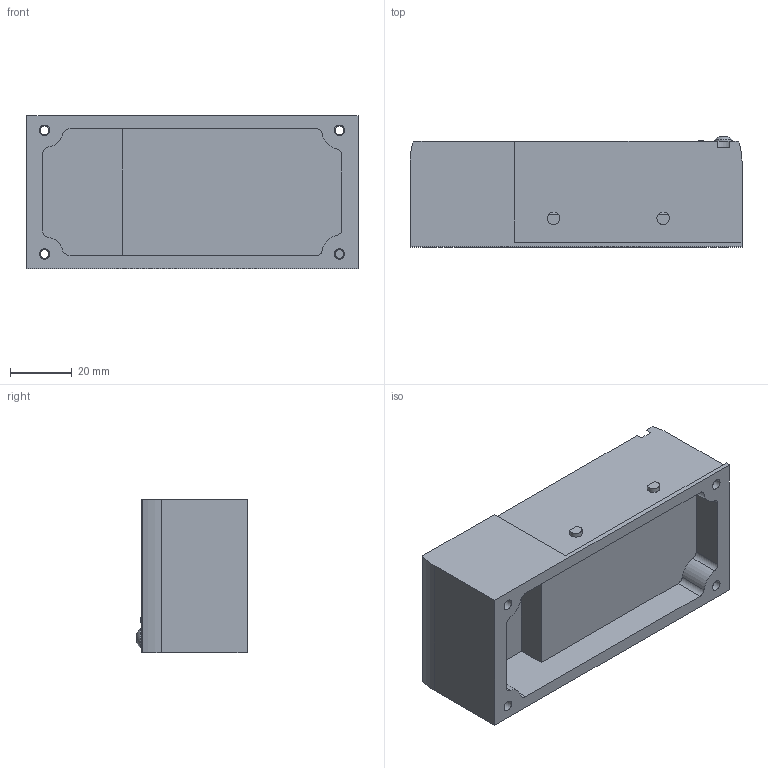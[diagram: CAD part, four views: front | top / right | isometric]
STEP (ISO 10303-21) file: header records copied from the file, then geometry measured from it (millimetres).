
FILE_DESCRIPTION(/* description */ ('STEP AP214'),/* implementation_level */ '2;1');
FILE_NAME(/* name */ '565704_CPX-P-AB-2XKL-8POL',/* time_stamp */ '2024-08-07T20:55:42+02:00',/* author */ ('License CC BY-ND 4.0'),/* organization */ ('CADENAS'),/* preprocessor_version */ 'ST-DEVELOPER v19.3',/* originating_system */ 'PARTsolutions',/* authorisation */ ' ');
FILE_SCHEMA (('AUTOMOTIVE_DESIGN {1 0 10303 214 3 1 1}'));
Length unit declared in the file: millimetre
Products named in the file (1): 565704 CPX-P-AB-2XKL-8POL---(0)
Bounding box: 107.3 x 35.6 x 49.55 mm (x, y, z)
Volume: 117212.4 mm3; surface area: 34156.3 mm2
Topology: 1 solids, 1 shells, 428 faces, 1064 edges, 693 vertices
Faces by surface type: plane 319, cylinder 103, cone 4, torus 2
Full cylindrical faces by diameter (mm): 2.5 x4, 2.8 x20, 3.4 x8, 3.8 x1, 4 x2, 6 x1, 7.9 x2
Entity records: 15397 total; most frequent: CARTESIAN_POINT 2139, DIRECTION 2099, ORIENTED_EDGE 2038, EDGE_CURVE 1019, LINE 797, VECTOR 797, VERTEX_POINT 691, AXIS2_PLACEMENT_3D 651
